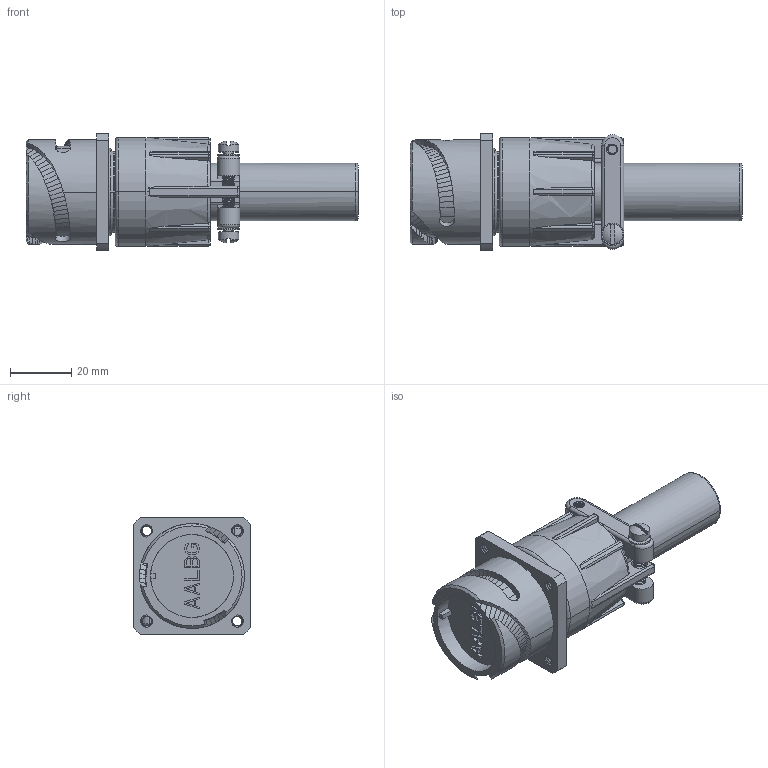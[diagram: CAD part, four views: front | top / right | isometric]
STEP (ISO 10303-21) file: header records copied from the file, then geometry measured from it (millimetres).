
FILE_DESCRIPTION((''),'2;1');
FILE_NAME('VG95234J-20_SW0001','2023-03-06T14:41:31',('paultorloting'),('NET AG system integration'),'CREO PARAMETRIC BY PTC INC, 2021404','CREO PARAMETRIC BY PTC INC, 2021404','');
FILE_SCHEMA(('AUTOMOTIVE_DESIGN { 1 0 10303 214 1 1 1 1 }'));
Length unit declared in the file: millimetre
Products named in the file (1): VG95234J-20_SW0001
Bounding box: 108.24 x 38 x 38 mm (x, y, z)
Volume: 59267 mm3; surface area: 20839.8 mm2
Topology: 1 solids, 1 shells, 1064 faces, 2817 edges, 1787 vertices
Faces by surface type: plane 403, bspline 287, cylinder 278, cone 48, torus 32, sphere 16
Entity records: 65316 total; most frequent: CARTESIAN_POINT 35505, ORIENTED_EDGE 5634, DIRECTION 3794, EDGE_CURVE 2817, VERTEX_POINT 1787, VECTOR 1453, LINE 1453, AXIS2_PLACEMENT_3D 1169
